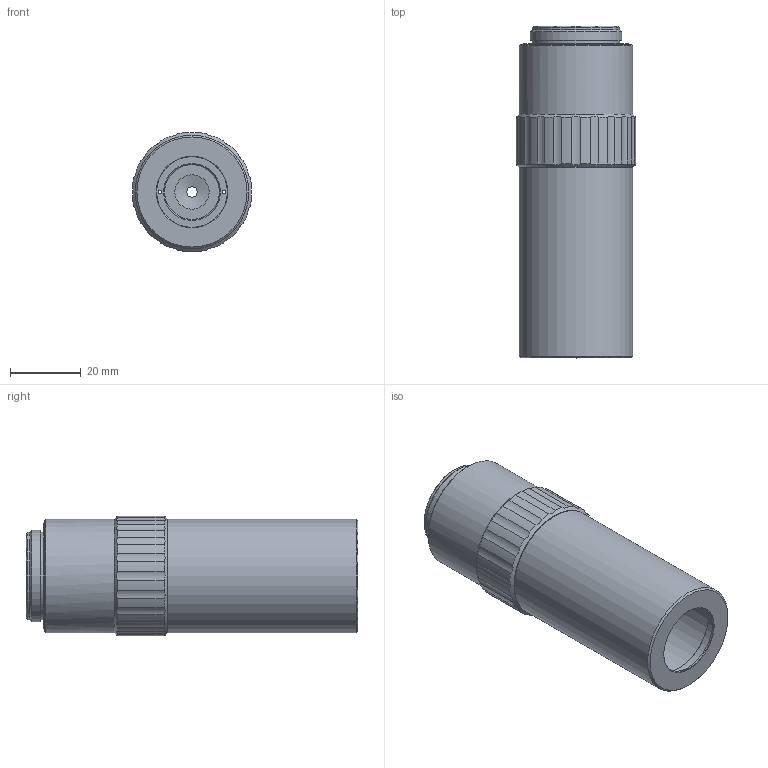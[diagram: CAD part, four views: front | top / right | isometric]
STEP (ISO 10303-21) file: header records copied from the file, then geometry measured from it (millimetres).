
FILE_DESCRIPTION (( 'STEP AP203' ), '1' );
FILE_NAME ('690120.STEP', '2025-08-18T09:07:07', ( 'Windows User' ), ( 'P R C' ), 'SwSTEP 2.0', 'SolidWorks 2020', '' );
FILE_SCHEMA (( 'CONFIG_CONTROL_DESIGN' ));
Length unit declared in the file: millimetre
Products named in the file (6): _X2_955C4F53_X0_; 690120; _X2_51499611_X0_; _X2_88C599705708_X0_; _X2_538B5708_X0_; _X2_59165957_X0_
Assembly tree (5 placements, depth 2):
  690120
    _X2_955C4F53_X0_
    _X2_59165957_X0_
    _X2_88C599705708_X0_
    _X2_538B5708_X0_
    _X2_51499611_X0_
Bounding box: 33.9 x 94 x 33.9 mm (x, y, z)
Volume: 25329.7 mm3; surface area: 38259 mm2
Topology: 5 solids, 5 shells, 147 faces, 357 edges, 232 vertices
Faces by surface type: cylinder 88, cone 33, plane 26
Full cylindrical faces by diameter (mm): 1 x2, 2.013 x16, 3 x1, 15.5 x1, 20 x2, 20.5 x1, 21 x1, 21.4 x1, 23.8 x1, 24.8 x2, 26 x1, 26.8 x1, 27 x2, 27.5 x1, 27.9 x1, 29.9 x1, 30.2 x4, 30.5 x2, 31 x2, 31.2 x1, 31.8 x2, 32.2 x2
Entity records: 5586 total; most frequent: CARTESIAN_POINT 1967, DIRECTION 614, ORIENTED_EDGE 488, EDGE_LOOP 290, AXIS2_PLACEMENT_3D 287, EDGE_CURVE 244, VERTEX_POINT 204, FACE_OUTER_BOUND 195
